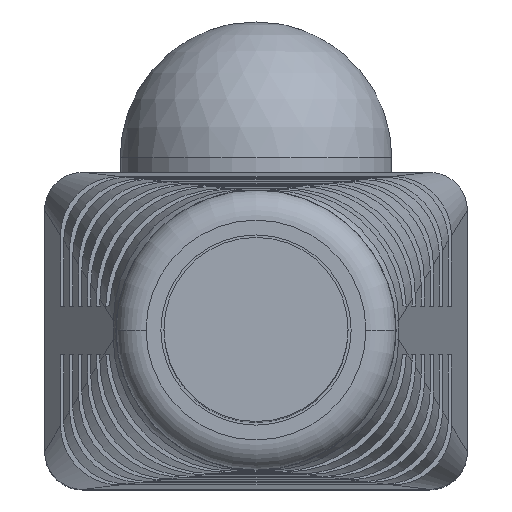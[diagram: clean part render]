
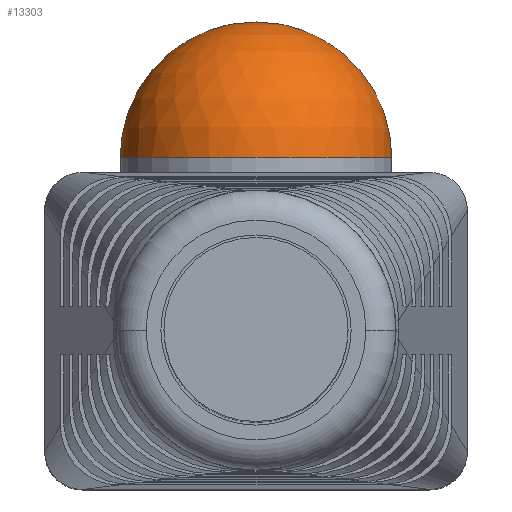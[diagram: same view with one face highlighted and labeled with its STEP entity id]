
A CAD part, top view. The second image highlights one B-rep face of the part: STEP entity #13303.
In plain terms, the highlighted spherical face has radius 4.5 mm.
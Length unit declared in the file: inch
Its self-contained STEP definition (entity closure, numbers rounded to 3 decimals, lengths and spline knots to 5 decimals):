
#244 = CARTESIAN_POINT ( 'NONE',  ( -0.17717, 0.22638, -4.74606 ) ) ;
#1428 = EDGE_CURVE ( 'NONE', #2740, #10948, #11746, .T. ) ;
#2057 = DIRECTION ( 'NONE',  ( 0., 1., 0. ) ) ;
#2395 = AXIS2_PLACEMENT_3D ( 'NONE', #8263, #2057, #9319 ) ;
#2740 = VERTEX_POINT ( 'NONE', #244 ) ;
#2751 = CARTESIAN_POINT ( 'NONE',  ( 0.17717, 0.22638, -4.74606 ) ) ;
#4467 = EDGE_LOOP ( 'NONE', ( #10679, #11137 ) ) ;
#4505 = CARTESIAN_POINT ( 'NONE',  ( 0., 0.22638, -4.74606 ) ) ;
#5335 = DIRECTION ( 'NONE',  ( 0., 0., -1. ) ) ;
#5547 = DIRECTION ( 'NONE',  ( 1., 0., 0. ) ) ;
#5562 = AXIS2_PLACEMENT_3D ( 'NONE', #9491, #11569, #5335 ) ;
#8263 = CARTESIAN_POINT ( 'NONE',  ( 0., 0.22638, -4.74606 ) ) ;
#9319 = DIRECTION ( 'NONE',  ( 1., 0., 0. ) ) ;
#9491 = CARTESIAN_POINT ( 'NONE',  ( 0., 0.22638, -4.74606 ) ) ;
#10316 = FACE_OUTER_BOUND ( 'NONE', #4467, .T. ) ;
#10679 = ORIENTED_EDGE ( 'NONE', *, *, #1428, .F. ) ;
#10948 = VERTEX_POINT ( 'NONE', #2751 ) ;
#11066 = EDGE_CURVE ( 'NONE', #2740, #10948, #12125, .T. ) ;
#11137 = ORIENTED_EDGE ( 'NONE', *, *, #11066, .T. ) ;
#11257 = AXIS2_PLACEMENT_3D ( 'NONE', #4505, #11765, #5547 ) ;
#11569 = DIRECTION ( 'NONE',  ( 0., -1., 0. ) ) ;
#11746 = CIRCLE ( 'NONE', #11257, 0.17717 ) ;
#11765 = DIRECTION ( 'NONE',  ( 0., 0., -1. ) ) ;
#12125 = CIRCLE ( 'NONE', #2395, 0.17717 ) ;
#13303 = ADVANCED_FACE ( 'NONE', ( #10316 ), #13436, .T. ) ;
#13436 = SPHERICAL_SURFACE ( 'NONE', #5562, 0.17717 ) ;
